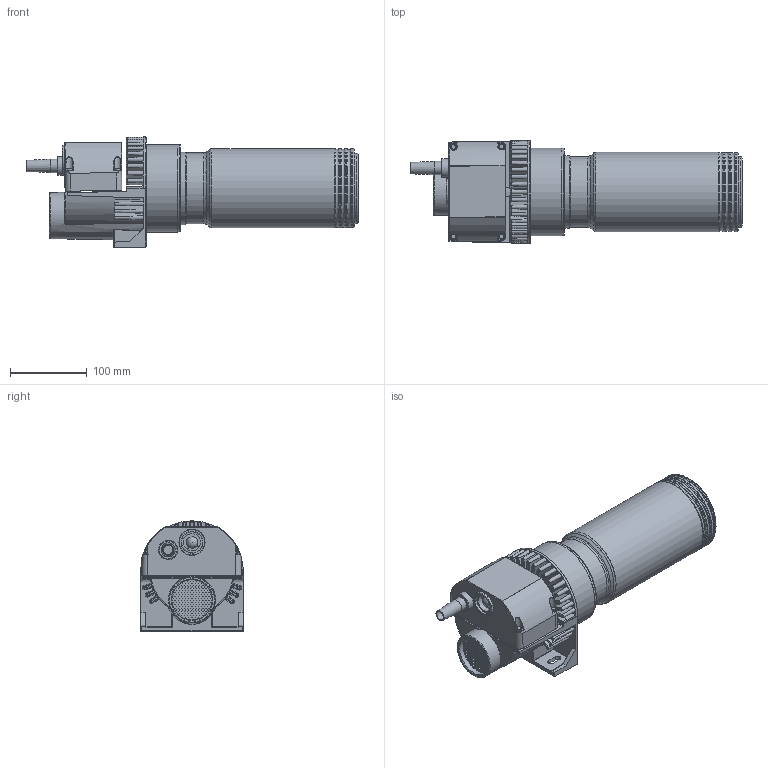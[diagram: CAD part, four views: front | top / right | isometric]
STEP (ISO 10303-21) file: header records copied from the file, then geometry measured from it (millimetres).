
FILE_DESCRIPTION( ( 'Unknown' ), '1' );
FILE_NAME( 'LE 10000 HT.stp', '2008-05-08T16:43:22', ( 'Fabrizio Müller' ), ( 'Leister Process Technologies' ), 'XStep 1.0', 'Solid Edge V18', ' ' );
FILE_SCHEMA( ( 'automotive_design' ) );
Length unit declared in the file: millimetre
Products named in the file (1): LE10000HT
Bounding box: 432.87 x 134 x 143.6 mm (x, y, z)
Volume: 3141854.5 mm3; surface area: 387110.4 mm2
Topology: 1 solids, 1 shells, 1161 faces, 3242 edges, 2088 vertices
Faces by surface type: plane 710, cylinder 250, torus 97, cone 54, bspline 29, sphere 14, revolution 7
Full cylindrical faces by diameter (mm): 7 x8, 15.156 x1, 17.56 x1, 22.5 x1, 23.182 x1, 24.353 x1, 27.619 x1, 34 x1, 86.531 x1, 92 x2, 92.179 x1, 94.529 x1, 99.341 x1, 101.841 x4, 103.341 x4, 113.329 x1, 113.47 x1, 113.942 x1
Entity records: 49400 total; most frequent: CARTESIAN_POINT 10111, ORIENTED_EDGE 6238, DIRECTION 5901, EDGE_CURVE 3119, LINE 2146, VECTOR 2146, VERTEX_POINT 2058, AXIS2_PLACEMENT_3D 1874
